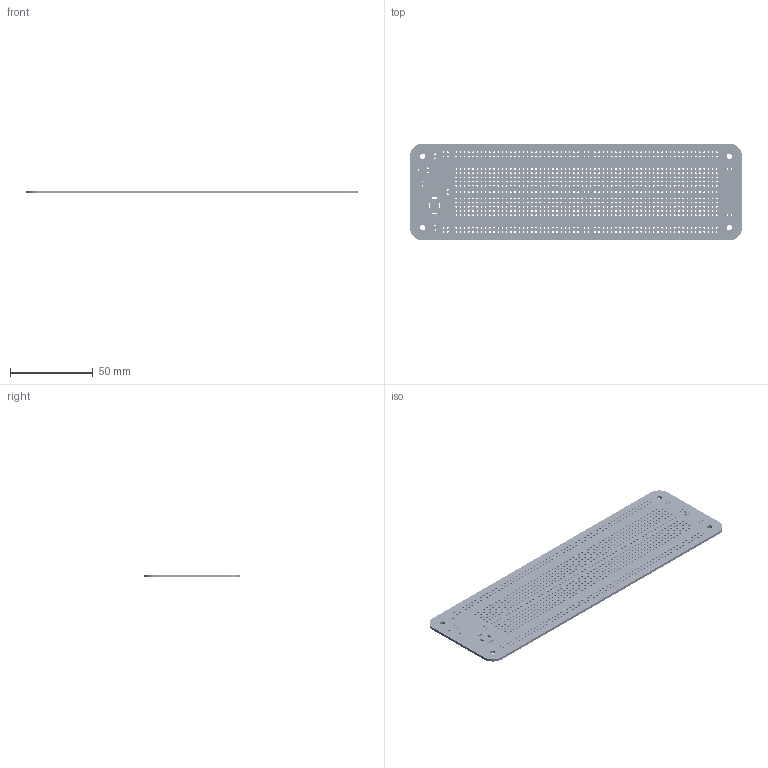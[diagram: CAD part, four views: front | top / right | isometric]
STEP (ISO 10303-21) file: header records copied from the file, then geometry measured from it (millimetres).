
FILE_DESCRIPTION(/* description */ (''),/* implementation_level */ '2;1');
FILE_NAME(/* name */ 'PTSolns Proto-Full V2.1 v7.step',/* time_stamp */ '2024-10-07T22:30:46-05:00',/* author */ (''),/* organization */ (''),/* preprocessor_version */ 'ST-DEVELOPER v20',/* originating_system */ 'Autodesk Translation Framework v13.20.0.188',/* authorisation */ '');
FILE_SCHEMA (('AUTOMOTIVE_DESIGN { 1 0 10303 214 3 1 1 }'));
Products named in the file (1): PTSolns Proto-Full V2.1
Bounding box: 200.7 x 58.4 x 1.6 mm (x, y, z)
Volume: 17394.2 mm3; surface area: 27510.3 mm2
Topology: 1 solids, 1 shells, 6190 faces, 18474 edges, 12316 vertices
Faces by surface type: bspline 6012, plane 174, cylinder 4
Full cylindrical faces by diameter (mm): 3.2 x4
Entity records: 245622 total; most frequent: CARTESIAN_POINT 117217, ORIENTED_EDGE 36948, EDGE_CURVE 18474, VERTEX_POINT 12316, B_SPLINE_CURVE_WITH_KNOTS 12024, EDGE_LOOP 8162, DIRECTION 6816, LINE 6442
